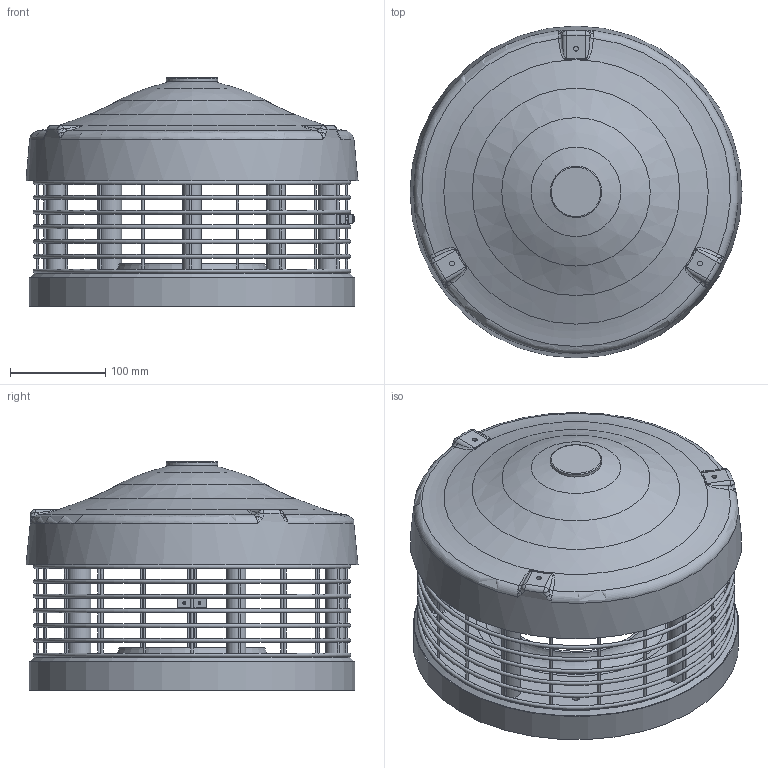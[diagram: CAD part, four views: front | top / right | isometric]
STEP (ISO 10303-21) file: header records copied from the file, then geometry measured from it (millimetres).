
FILE_DESCRIPTION(/* description */ ('VRR-160-ALM-(L-E)=065_PPs-PPs-PPs-S235'),/* implementation_level */ '2;1');
FILE_NAME(/* name */ 'VRR160-ALM_model.stp',/* time_stamp */ '2021-07-22T12:15:42+02:00',/* author */ ('Rissler'),/* organization */ ('Mietzsch GmbH Lufttechnik Dresden'),/* preprocessor_version */ 'ST-DEVELOPER v18.1',/* originating_system */ 'Autodesk Inventor 2020',/* authorisation */ '');
FILE_SCHEMA (('AUTOMOTIVE_DESIGN { 1 0 10303 214 3 1 1 }'));
Length unit declared in the file: millimetre
Products named in the file (16): VRR-160-ALM-(L-E)=065_PPs-PPs-PPs-S235_01-2019; VRR-UNT-160-ALM; VRR-UNT-160-ALM-SchweißBG; VRR-UNT-160-ALM-SchweißBG_1; VRR-160-UNT-ALM-Ring-PPs; VRR-160-UNT-ALM-Rand-PPs; DSE-VRR-160-ALM-PPs; VRR-160-UNT-ALM-KDF; VRR-160-UNT-ALM-Stab-20-PP; Ejot-PT-KB70x25-A4-1.4578; VRR-Haube-160-FlachH-ALM-REP-PPs; Kappe-Karosseriestopfen-schwarz; VRR-SG-160-ALM; VRR-SG-160-ALM-Schutzgitter-St; VRR-SG-Verschluß-PE; Ejot-PT-KB40x14
Assembly tree (22 placements, depth 4):
  VRR-160-ALM-(L-E)=065_PPs-PPs-PPs-S235_01-2019
    VRR-UNT-160-ALM
      VRR-UNT-160-ALM-SchweißBG
        VRR-UNT-160-ALM-SchweißBG_1
        VRR-160-UNT-ALM-Ring-PPs
        VRR-160-UNT-ALM-Rand-PPs
        DSE-VRR-160-ALM-PPs
        VRR-160-UNT-ALM-KDF
      VRR-160-UNT-ALM-Stab-20-PP  x4
      Ejot-PT-KB70x25-A4-1.4578  x4
    VRR-Haube-160-FlachH-ALM-REP-PPs
    Kappe-Karosseriestopfen-schwarz
    VRR-SG-160-ALM
      VRR-SG-160-ALM-Schutzgitter-St
      VRR-SG-Verschluß-PE
      Ejot-PT-KB40x14  x2
Bounding box: 348.9 x 348.9 x 240.3 mm (x, y, z)
Volume: 1351075.2 mm3; surface area: 742737.4 mm2
Topology: 21 solids, 21 shells, 515 faces, 2243 edges, 1529 vertices
Faces by surface type: plane 209, cylinder 165, bspline 74, torus 31, cone 24, sphere 12
Full cylindrical faces by diameter (mm): 2.5 x21, 2.9 x2, 3 x3, 4.5 x2, 5 x3, 5.3 x12, 7 x4, 7.5 x4, 8 x2, 14 x4, 15 x4, 20 x4, 21.4 x1, 25 x2, 25.5 x1, 44.5 x1, 54 x1, 210 x1, 235 x2, 240 x2, 328 x1, 330 x1, 332 x2, 342 x1
Entity records: 28086 total; most frequent: CARTESIAN_POINT 13982, ORIENTED_EDGE 3612, DIRECTION 2181, EDGE_CURVE 1806, VERTEX_POINT 1245, AXIS2_PLACEMENT_3D 906, B_SPLINE_CURVE_WITH_KNOTS 861, CIRCLE 576
